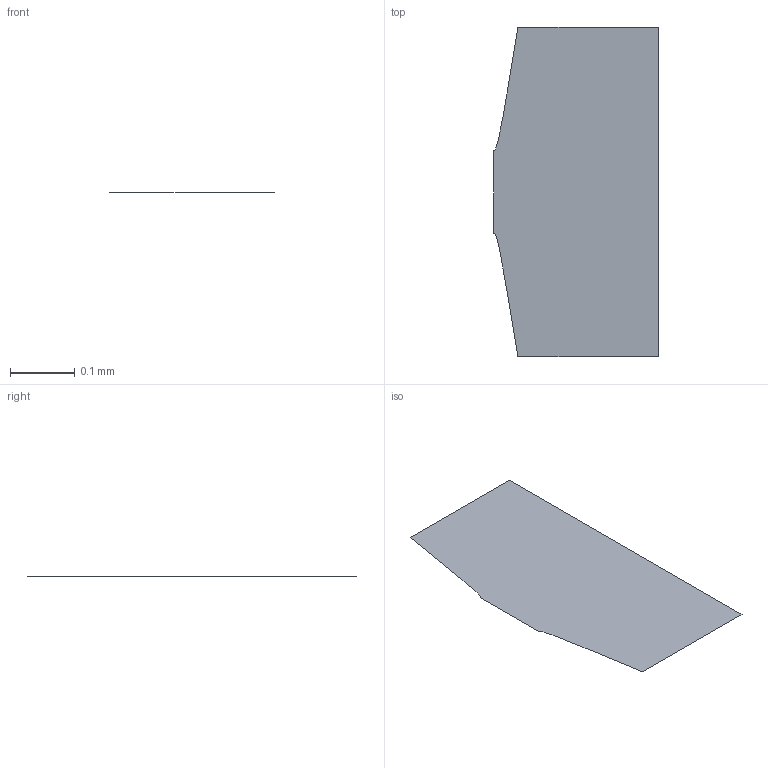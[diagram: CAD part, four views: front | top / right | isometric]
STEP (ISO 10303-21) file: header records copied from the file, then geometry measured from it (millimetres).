
FILE_DESCRIPTION (( 'STEP AP214' ), '1' );
FILE_NAME ('double_electrode.STEP', '2024-02-05T16:52:21', ( '' ), ( '' ), 'SwSTEP 2.0', 'SolidWorks 2022', '' );
FILE_SCHEMA (( 'AUTOMOTIVE_DESIGN' ));
Length unit declared in the file: inch
Products named in the file (1): double_electrode
Bounding box: 0.25 x 0.51 x 0 mm (x, y, z)
Surface area: 0.1 mm2 (no closed solid volume)
Topology: 0 solids, 1 shells, 1 faces, 6 edges, 6 vertices
Faces by surface type: plane 1
Entity records: 123 total; most frequent: CARTESIAN_POINT 50, DIRECTION 8, VERTEX_POINT 6, ORIENTED_EDGE 6, EDGE_CURVE 6, VECTOR 4, LINE 4, DIMENSIONAL_EXPONENTS 2
